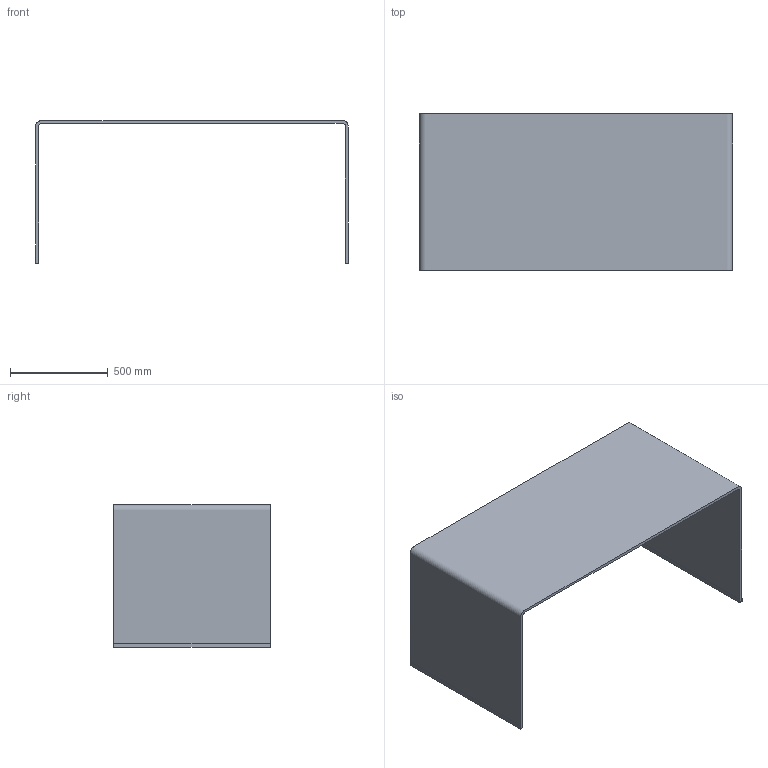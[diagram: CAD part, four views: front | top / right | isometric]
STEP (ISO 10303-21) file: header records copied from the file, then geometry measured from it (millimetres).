
FILE_DESCRIPTION(/* description */ (''),/* implementation_level */ '2;1');
FILE_NAME(/* name */ 'Rialto Scrivania - 160x80',/* time_stamp */ '2010-11-05T10:09:30+01:00',/* author */ (''),/* organization */ (''),/* preprocessor_version */ 'ST-DEVELOPER v10',/* originating_system */ '',/* authorisation */ '');
FILE_SCHEMA (('CONFIG_CONTROL_DESIGN'));
Length unit declared in the file: centimetre
Products named in the file (1): 1
Bounding box: 1602 x 800 x 731 mm (x, y, z)
Volume: 110831520.5 mm3; surface area: 5058679.2 mm2
Topology: 1 solids, 3 shells, 23 faces, 63 edges, 42 vertices
Faces by surface type: plane 21, bspline 2
Entity records: 755 total; most frequent: CARTESIAN_POINT 264, ORIENTED_EDGE 94, EDGE_CURVE 63, B_SPLINE_CURVE_WITH_KNOTS 59, VERTEX_POINT 42, DIRECTION 27, AXIS2_PLACEMENT_3D 24, ADVANCED_FACE 23
